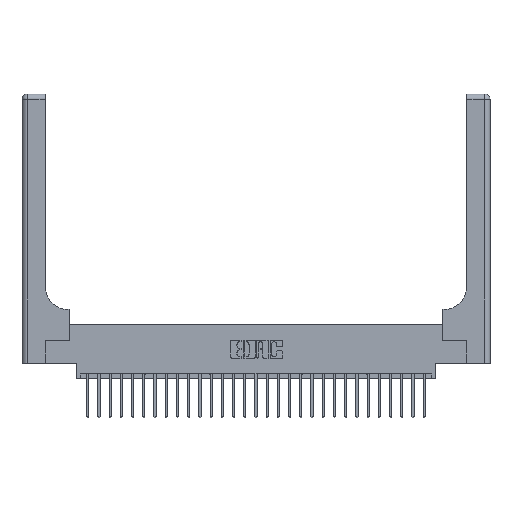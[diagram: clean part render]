
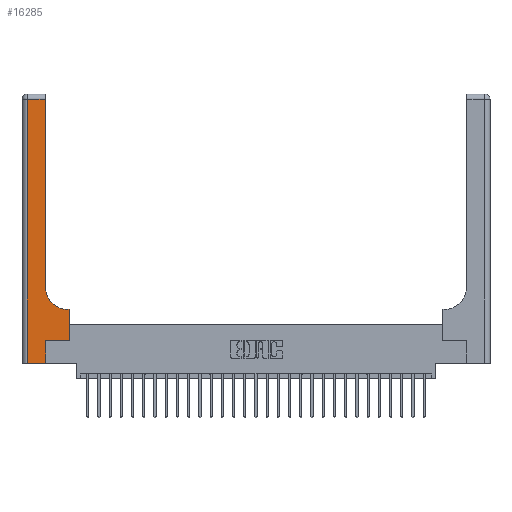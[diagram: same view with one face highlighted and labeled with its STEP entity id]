
A CAD part, top view. The second image highlights one B-rep face of the part: STEP entity #16285.
In plain terms, the highlighted planar face has unit normal (0, 0, 1).
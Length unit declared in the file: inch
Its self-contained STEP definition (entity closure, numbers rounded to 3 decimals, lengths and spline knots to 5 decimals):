
#196 = DIRECTION ( 'NONE',  ( 1., 0., 0. ) ) ;
#217 = EDGE_CURVE ( 'NONE', #9228, #19168, #2396, .T. ) ;
#451 = CARTESIAN_POINT ( 'NONE',  ( 0.265, 0.25, 0.37 ) ) ;
#1596 = VERTEX_POINT ( 'NONE', #7132 ) ;
#2160 = DIRECTION ( 'NONE',  ( 0., 1., 0. ) ) ;
#2396 = LINE ( 'NONE', #451, #25563 ) ;
#2541 = DIRECTION ( 'NONE',  ( 0., 1., 0. ) ) ;
#2651 = CARTESIAN_POINT ( 'NONE',  ( 0.06, 0., 0.37 ) ) ;
#2708 = EDGE_CURVE ( 'NONE', #8891, #7218, #18706, .T. ) ;
#2917 = DIRECTION ( 'NONE',  ( 1., 0., 0. ) ) ;
#3437 = EDGE_CURVE ( 'NONE', #19168, #8891, #15368, .T. ) ;
#3598 = ORIENTED_EDGE ( 'NONE', *, *, #6687, .T. ) ;
#3664 = ORIENTED_EDGE ( 'NONE', *, *, #2708, .T. ) ;
#3957 = ORIENTED_EDGE ( 'NONE', *, *, #20898, .T. ) ;
#4062 = CARTESIAN_POINT ( 'NONE',  ( 0.26, 0.6, 0.37 ) ) ;
#4363 = CARTESIAN_POINT ( 'NONE',  ( 0.265, 0.25, 0.37 ) ) ;
#4440 = ORIENTED_EDGE ( 'NONE', *, *, #17329, .T. ) ;
#4598 = EDGE_CURVE ( 'NONE', #12866, #19068, #23060, .T. ) ;
#4605 = CIRCLE ( 'NONE', #21057, 0.25 ) ;
#5917 = CARTESIAN_POINT ( 'NONE',  ( 0., 3., 0.37 ) ) ;
#6687 = EDGE_CURVE ( 'NONE', #1596, #9228, #7817, .T. ) ;
#6719 = LINE ( 'NONE', #25790, #23994 ) ;
#6853 = ORIENTED_EDGE ( 'NONE', *, *, #3437, .T. ) ;
#7132 = CARTESIAN_POINT ( 'NONE',  ( 0.265, 0., 0.37 ) ) ;
#7218 = VERTEX_POINT ( 'NONE', #14745 ) ;
#7817 = LINE ( 'NONE', #16325, #12661 ) ;
#8536 = CARTESIAN_POINT ( 'NONE',  ( 0., 0., 0.37 ) ) ;
#8891 = VERTEX_POINT ( 'NONE', #17228 ) ;
#9039 = CARTESIAN_POINT ( 'NONE',  ( 0.51, 0.85, 0.37 ) ) ;
#9228 = VERTEX_POINT ( 'NONE', #4363 ) ;
#10083 = PLANE ( 'NONE',  #11584 ) ;
#10239 = CARTESIAN_POINT ( 'NONE',  ( 0.26, 3., 0.37 ) ) ;
#10517 = CARTESIAN_POINT ( 'NONE',  ( 0.528, 0.25, 0.37 ) ) ;
#11027 = DIRECTION ( 'NONE',  ( 1., 0., 0. ) ) ;
#11584 = AXIS2_PLACEMENT_3D ( 'NONE', #5917, #18733, #14542 ) ;
#12565 = DIRECTION ( 'NONE',  ( -1., 0., 0. ) ) ;
#12661 = VECTOR ( 'NONE', #20091, 39.37008 ) ;
#12866 = VERTEX_POINT ( 'NONE', #16147 ) ;
#13315 = VECTOR ( 'NONE', #19307, 39.37008 ) ;
#13858 = VERTEX_POINT ( 'NONE', #2651 ) ;
#14542 = DIRECTION ( 'NONE',  ( -1., 0., 0. ) ) ;
#14703 = EDGE_CURVE ( 'NONE', #19068, #24926, #25420, .T. ) ;
#14745 = CARTESIAN_POINT ( 'NONE',  ( 0.51, 0.6, 0.37 ) ) ;
#14796 = DIRECTION ( 'NONE',  ( 0., -1., 0. ) ) ;
#14818 = VECTOR ( 'NONE', #196, 39.37008 ) ;
#14953 = LINE ( 'NONE', #8536, #14818 ) ;
#15368 = LINE ( 'NONE', #10517, #25400 ) ;
#16147 = CARTESIAN_POINT ( 'NONE',  ( 0.26, 0.85, 0.37 ) ) ;
#16285 = ADVANCED_FACE ( 'NONE', ( #16506 ), #10083, .F. ) ;
#16325 = CARTESIAN_POINT ( 'NONE',  ( 0.265, 0., 0.37 ) ) ;
#16506 = FACE_OUTER_BOUND ( 'NONE', #24807, .T. ) ;
#17228 = CARTESIAN_POINT ( 'NONE',  ( 0.528, 0.6, 0.37 ) ) ;
#17329 = EDGE_CURVE ( 'NONE', #7218, #12866, #4605, .T. ) ;
#18706 = LINE ( 'NONE', #4062, #21867 ) ;
#18733 = DIRECTION ( 'NONE',  ( 0., 0., -1. ) ) ;
#19068 = VERTEX_POINT ( 'NONE', #25541 ) ;
#19168 = VERTEX_POINT ( 'NONE', #19934 ) ;
#19307 = DIRECTION ( 'NONE',  ( -1., 0., 0. ) ) ;
#19589 = ORIENTED_EDGE ( 'NONE', *, *, #25419, .T. ) ;
#19904 = DIRECTION ( 'NONE',  ( 0., 0., -1. ) ) ;
#19934 = CARTESIAN_POINT ( 'NONE',  ( 0.528, 0.25, 0.37 ) ) ;
#20091 = DIRECTION ( 'NONE',  ( 0., 1., 0. ) ) ;
#20416 = VECTOR ( 'NONE', #2160, 39.37008 ) ;
#20898 = EDGE_CURVE ( 'NONE', #24926, #13858, #6719, .T. ) ;
#21057 = AXIS2_PLACEMENT_3D ( 'NONE', #9039, #19904, #2917 ) ;
#21663 = CARTESIAN_POINT ( 'NONE',  ( 0., 2.94, 0.37 ) ) ;
#21867 = VECTOR ( 'NONE', #12565, 39.37008 ) ;
#22494 = ORIENTED_EDGE ( 'NONE', *, *, #4598, .T. ) ;
#23060 = LINE ( 'NONE', #10239, #20416 ) ;
#23994 = VECTOR ( 'NONE', #14796, 39.37008 ) ;
#24777 = ORIENTED_EDGE ( 'NONE', *, *, #14703, .T. ) ;
#24807 = EDGE_LOOP ( 'NONE', ( #22494, #24777, #3957, #19589, #3598, #26468, #6853, #3664, #4440 ) ) ;
#24926 = VERTEX_POINT ( 'NONE', #26451 ) ;
#25400 = VECTOR ( 'NONE', #2541, 39.37008 ) ;
#25419 = EDGE_CURVE ( 'NONE', #13858, #1596, #14953, .T. ) ;
#25420 = LINE ( 'NONE', #21663, #13315 ) ;
#25541 = CARTESIAN_POINT ( 'NONE',  ( 0.26, 2.94, 0.37 ) ) ;
#25563 = VECTOR ( 'NONE', #11027, 39.37008 ) ;
#25790 = CARTESIAN_POINT ( 'NONE',  ( 0.06, 3., 0.37 ) ) ;
#26451 = CARTESIAN_POINT ( 'NONE',  ( 0.06, 2.94, 0.37 ) ) ;
#26468 = ORIENTED_EDGE ( 'NONE', *, *, #217, .T. ) ;
